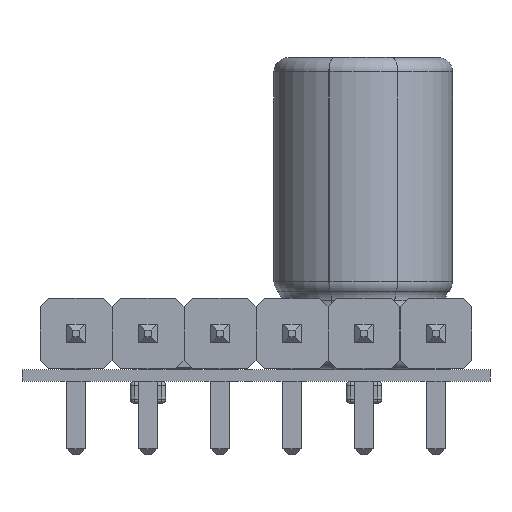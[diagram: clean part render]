
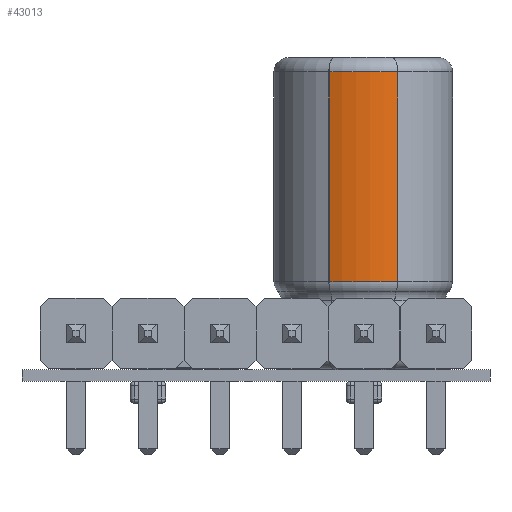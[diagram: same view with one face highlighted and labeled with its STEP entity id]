
A CAD part, left-side view. The second image highlights one B-rep face of the part: STEP entity #43013.
In plain terms, the highlighted cylindrical face has radius 3.17 mm (diameter 6.34 mm), a partial arc.
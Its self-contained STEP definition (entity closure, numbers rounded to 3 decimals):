
#38309 = TOROIDAL_SURFACE('',#38310,2.66,0.51);
#38310 = AXIS2_PLACEMENT_3D('',#38311,#38312,#38313);
#38311 = CARTESIAN_POINT('',(-0.01,3.094,0.));
#38312 = DIRECTION('',(0.,1.,0.));
#38313 = DIRECTION('',(-1.,0.,0.));
#38336 = PLANE('',#38337);
#38337 = AXIS2_PLACEMENT_3D('',#38338,#38339,#38340);
#38338 = CARTESIAN_POINT('',(2.448,0.5,-1.018));
#38339 = DIRECTION('',(0.383,0.,0.924
    ));
#38340 = DIRECTION('',(0.924,0.,
    -0.383));
#38462 = PLANE('',#38463);
#38463 = AXIS2_PLACEMENT_3D('',#38464,#38465,#38466);
#38464 = CARTESIAN_POINT('',(2.448,0.5,1.018));
#38465 = DIRECTION('',(-0.383,0.,
    0.924));
#38466 = DIRECTION('',(0.924,0.,
    0.383));
#42260 = TOROIDAL_SURFACE('',#42261,2.66,0.51);
#42261 = AXIS2_PLACEMENT_3D('',#42262,#42263,#42264);
#42262 = CARTESIAN_POINT('',(-0.01,10.5,0.));
#42263 = DIRECTION('',(0.,1.,0.));
#42264 = DIRECTION('',(-1.,0.,0.));
#42896 = EDGE_CURVE('',#42897,#42899,#42901,.T.);
#42897 = VERTEX_POINT('',#42898);
#42898 = CARTESIAN_POINT('',(2.919,3.094,
    1.213));
#42899 = VERTEX_POINT('',#42900);
#42900 = CARTESIAN_POINT('',(2.919,3.094,
    -1.213));
#42901 = SURFACE_CURVE('',#42902,(#42907,#42936),.PCURVE_S1.);
#42902 = CIRCLE('',#42903,3.17);
#42903 = AXIS2_PLACEMENT_3D('',#42904,#42905,#42906);
#42904 = CARTESIAN_POINT('',(-0.01,3.094,0.));
#42905 = DIRECTION('',(0.,1.,0.));
#42906 = DIRECTION('',(-1.,0.,0.));
#42907 = PCURVE('',#38309,#42908);
#42908 = DEFINITIONAL_REPRESENTATION('',(#42909),#42935);
#42909 = B_SPLINE_CURVE_WITH_KNOTS('',3,(#42910,#42911,#42912,#42913,
    #42914,#42915,#42916,#42917,#42918,#42919,#42920,#42921,#42922,
    #42923,#42924,#42925,#42926,#42927,#42928,#42929,#42930,#42931,
    #42932,#42933,#42934),.UNSPECIFIED.,.F.,.F.,(4,1,1,1,1,1,1,1,1,1,1,1
    ,1,1,1,1,1,1,1,1,1,1,4),(2.749,2.785,
    2.82,2.856,2.892,2.927,
    2.963,2.999,3.034,3.07,
    3.106,3.142,3.177,3.213,
    3.249,3.284,3.32,3.356,
    3.391,3.427,3.463,3.499,
    3.534),.QUASI_UNIFORM_KNOTS.);
#42910 = CARTESIAN_POINT('',(2.749,6.283));
#42911 = CARTESIAN_POINT('',(2.761,6.283));
#42912 = CARTESIAN_POINT('',(2.785,6.283));
#42913 = CARTESIAN_POINT('',(2.82,6.283));
#42914 = CARTESIAN_POINT('',(2.856,6.283));
#42915 = CARTESIAN_POINT('',(2.892,6.283));
#42916 = CARTESIAN_POINT('',(2.927,6.283));
#42917 = CARTESIAN_POINT('',(2.963,6.283));
#42918 = CARTESIAN_POINT('',(2.999,6.283));
#42919 = CARTESIAN_POINT('',(3.034,6.283));
#42920 = CARTESIAN_POINT('',(3.07,6.283));
#42921 = CARTESIAN_POINT('',(3.106,6.283));
#42922 = CARTESIAN_POINT('',(3.142,6.283));
#42923 = CARTESIAN_POINT('',(3.177,6.283));
#42924 = CARTESIAN_POINT('',(3.213,6.283));
#42925 = CARTESIAN_POINT('',(3.249,6.283));
#42926 = CARTESIAN_POINT('',(3.284,6.283));
#42927 = CARTESIAN_POINT('',(3.32,6.283));
#42928 = CARTESIAN_POINT('',(3.356,6.283));
#42929 = CARTESIAN_POINT('',(3.391,6.283));
#42930 = CARTESIAN_POINT('',(3.427,6.283));
#42931 = CARTESIAN_POINT('',(3.463,6.283));
#42932 = CARTESIAN_POINT('',(3.499,6.283));
#42933 = CARTESIAN_POINT('',(3.522,6.283));
#42934 = CARTESIAN_POINT('',(3.534,6.283));
#42935 = ( GEOMETRIC_REPRESENTATION_CONTEXT(2) 
PARAMETRIC_REPRESENTATION_CONTEXT() REPRESENTATION_CONTEXT('2D SPACE',''
  ) );
#42936 = PCURVE('',#42937,#42942);
#42937 = CYLINDRICAL_SURFACE('',#42938,3.17);
#42938 = AXIS2_PLACEMENT_3D('',#42939,#42940,#42941);
#42939 = CARTESIAN_POINT('',(-0.01,10.71,0.));
#42940 = DIRECTION('',(0.,1.,0.));
#42941 = DIRECTION('',(-1.,0.,0.));
#42942 = DEFINITIONAL_REPRESENTATION('',(#42943),#42946);
#42943 = B_SPLINE_CURVE_WITH_KNOTS('',1,(#42944,#42945),.UNSPECIFIED.,
  .F.,.F.,(2,2),(2.749,3.534),
  .PIECEWISE_BEZIER_KNOTS.);
#42944 = CARTESIAN_POINT('',(2.749,-7.616));
#42945 = CARTESIAN_POINT('',(3.534,-7.616));
#42946 = ( GEOMETRIC_REPRESENTATION_CONTEXT(2) 
PARAMETRIC_REPRESENTATION_CONTEXT() REPRESENTATION_CONTEXT('2D SPACE',''
  ) );
#43013 = ADVANCED_FACE('',(#43014),#42937,.T.);
#43014 = FACE_BOUND('',#43015,.T.);
#43015 = EDGE_LOOP('',(#43016,#43063,#43083,#43084));
#43016 = ORIENTED_EDGE('',*,*,#43017,.F.);
#43017 = EDGE_CURVE('',#43018,#43020,#43022,.T.);
#43018 = VERTEX_POINT('',#43019);
#43019 = CARTESIAN_POINT('',(2.919,10.5,1.213));
#43020 = VERTEX_POINT('',#43021);
#43021 = CARTESIAN_POINT('',(2.919,10.5,-1.213));
#43022 = SURFACE_CURVE('',#43023,(#43028,#43034),.PCURVE_S1.);
#43023 = CIRCLE('',#43024,3.17);
#43024 = AXIS2_PLACEMENT_3D('',#43025,#43026,#43027);
#43025 = CARTESIAN_POINT('',(-0.01,10.5,0.));
#43026 = DIRECTION('',(0.,1.,0.));
#43027 = DIRECTION('',(-1.,0.,0.));
#43028 = PCURVE('',#42937,#43029);
#43029 = DEFINITIONAL_REPRESENTATION('',(#43030),#43033);
#43030 = B_SPLINE_CURVE_WITH_KNOTS('',1,(#43031,#43032),.UNSPECIFIED.,
  .F.,.F.,(2,2),(2.749,3.534),
  .PIECEWISE_BEZIER_KNOTS.);
#43031 = CARTESIAN_POINT('',(2.749,-0.21));
#43032 = CARTESIAN_POINT('',(3.534,-0.21));
#43033 = ( GEOMETRIC_REPRESENTATION_CONTEXT(2) 
PARAMETRIC_REPRESENTATION_CONTEXT() REPRESENTATION_CONTEXT('2D SPACE',''
  ) );
#43034 = PCURVE('',#42260,#43035);
#43035 = DEFINITIONAL_REPRESENTATION('',(#43036),#43062);
#43036 = B_SPLINE_CURVE_WITH_KNOTS('',3,(#43037,#43038,#43039,#43040,
    #43041,#43042,#43043,#43044,#43045,#43046,#43047,#43048,#43049,
    #43050,#43051,#43052,#43053,#43054,#43055,#43056,#43057,#43058,
    #43059,#43060,#43061),.UNSPECIFIED.,.F.,.F.,(4,1,1,1,1,1,1,1,1,1,1,1
    ,1,1,1,1,1,1,1,1,1,1,4),(2.749,2.785,
    2.82,2.856,2.892,2.927,
    2.963,2.999,3.034,3.07,
    3.106,3.142,3.177,3.213,
    3.249,3.284,3.32,3.356,
    3.391,3.427,3.463,3.499,
    3.534),.QUASI_UNIFORM_KNOTS.);
#43037 = CARTESIAN_POINT('',(2.749,0.));
#43038 = CARTESIAN_POINT('',(2.761,0.));
#43039 = CARTESIAN_POINT('',(2.785,0.));
#43040 = CARTESIAN_POINT('',(2.82,0.));
#43041 = CARTESIAN_POINT('',(2.856,0.));
#43042 = CARTESIAN_POINT('',(2.892,0.));
#43043 = CARTESIAN_POINT('',(2.927,0.));
#43044 = CARTESIAN_POINT('',(2.963,0.));
#43045 = CARTESIAN_POINT('',(2.999,0.));
#43046 = CARTESIAN_POINT('',(3.034,0.));
#43047 = CARTESIAN_POINT('',(3.07,0.));
#43048 = CARTESIAN_POINT('',(3.106,0.));
#43049 = CARTESIAN_POINT('',(3.142,0.));
#43050 = CARTESIAN_POINT('',(3.177,0.));
#43051 = CARTESIAN_POINT('',(3.213,0.));
#43052 = CARTESIAN_POINT('',(3.249,0.));
#43053 = CARTESIAN_POINT('',(3.284,0.));
#43054 = CARTESIAN_POINT('',(3.32,0.));
#43055 = CARTESIAN_POINT('',(3.356,0.));
#43056 = CARTESIAN_POINT('',(3.391,0.));
#43057 = CARTESIAN_POINT('',(3.427,0.));
#43058 = CARTESIAN_POINT('',(3.463,0.));
#43059 = CARTESIAN_POINT('',(3.499,0.));
#43060 = CARTESIAN_POINT('',(3.522,0.));
#43061 = CARTESIAN_POINT('',(3.534,0.));
#43062 = ( GEOMETRIC_REPRESENTATION_CONTEXT(2) 
PARAMETRIC_REPRESENTATION_CONTEXT() REPRESENTATION_CONTEXT('2D SPACE',''
  ) );
#43063 = ORIENTED_EDGE('',*,*,#43064,.F.);
#43064 = EDGE_CURVE('',#42897,#43018,#43065,.T.);
#43065 = SURFACE_CURVE('',#43066,(#43070,#43076),.PCURVE_S1.);
#43066 = LINE('',#43067,#43068);
#43067 = CARTESIAN_POINT('',(2.919,3.094,
    1.213));
#43068 = VECTOR('',#43069,1.);
#43069 = DIRECTION('',(0.,1.,0.));
#43070 = PCURVE('',#42937,#43071);
#43071 = DEFINITIONAL_REPRESENTATION('',(#43072),#43075);
#43072 = B_SPLINE_CURVE_WITH_KNOTS('',1,(#43073,#43074),.UNSPECIFIED.,
  .F.,.F.,(2,2),(0.,7.406),.PIECEWISE_BEZIER_KNOTS.);
#43073 = CARTESIAN_POINT('',(2.749,-7.616));
#43074 = CARTESIAN_POINT('',(2.749,-0.21));
#43075 = ( GEOMETRIC_REPRESENTATION_CONTEXT(2) 
PARAMETRIC_REPRESENTATION_CONTEXT() REPRESENTATION_CONTEXT('2D SPACE',''
  ) );
#43076 = PCURVE('',#38462,#43077);
#43077 = DEFINITIONAL_REPRESENTATION('',(#43078),#43082);
#43078 = LINE('',#43079,#43080);
#43079 = CARTESIAN_POINT('',(0.51,2.594));
#43080 = VECTOR('',#43081,1.);
#43081 = DIRECTION('',(0.,1.));
#43082 = ( GEOMETRIC_REPRESENTATION_CONTEXT(2) 
PARAMETRIC_REPRESENTATION_CONTEXT() REPRESENTATION_CONTEXT('2D SPACE',''
  ) );
#43083 = ORIENTED_EDGE('',*,*,#42896,.T.);
#43084 = ORIENTED_EDGE('',*,*,#43085,.T.);
#43085 = EDGE_CURVE('',#42899,#43020,#43086,.T.);
#43086 = SURFACE_CURVE('',#43087,(#43091,#43097),.PCURVE_S1.);
#43087 = LINE('',#43088,#43089);
#43088 = CARTESIAN_POINT('',(2.919,3.094,
    -1.213));
#43089 = VECTOR('',#43090,1.);
#43090 = DIRECTION('',(0.,1.,0.));
#43091 = PCURVE('',#42937,#43092);
#43092 = DEFINITIONAL_REPRESENTATION('',(#43093),#43096);
#43093 = B_SPLINE_CURVE_WITH_KNOTS('',1,(#43094,#43095),.UNSPECIFIED.,
  .F.,.F.,(2,2),(0.,7.406),.PIECEWISE_BEZIER_KNOTS.);
#43094 = CARTESIAN_POINT('',(3.534,-7.616));
#43095 = CARTESIAN_POINT('',(3.534,-0.21));
#43096 = ( GEOMETRIC_REPRESENTATION_CONTEXT(2) 
PARAMETRIC_REPRESENTATION_CONTEXT() REPRESENTATION_CONTEXT('2D SPACE',''
  ) );
#43097 = PCURVE('',#38336,#43098);
#43098 = DEFINITIONAL_REPRESENTATION('',(#43099),#43103);
#43099 = LINE('',#43100,#43101);
#43100 = CARTESIAN_POINT('',(0.51,2.594));
#43101 = VECTOR('',#43102,1.);
#43102 = DIRECTION('',(0.,1.));
#43103 = ( GEOMETRIC_REPRESENTATION_CONTEXT(2) 
PARAMETRIC_REPRESENTATION_CONTEXT() REPRESENTATION_CONTEXT('2D SPACE',''
  ) );
